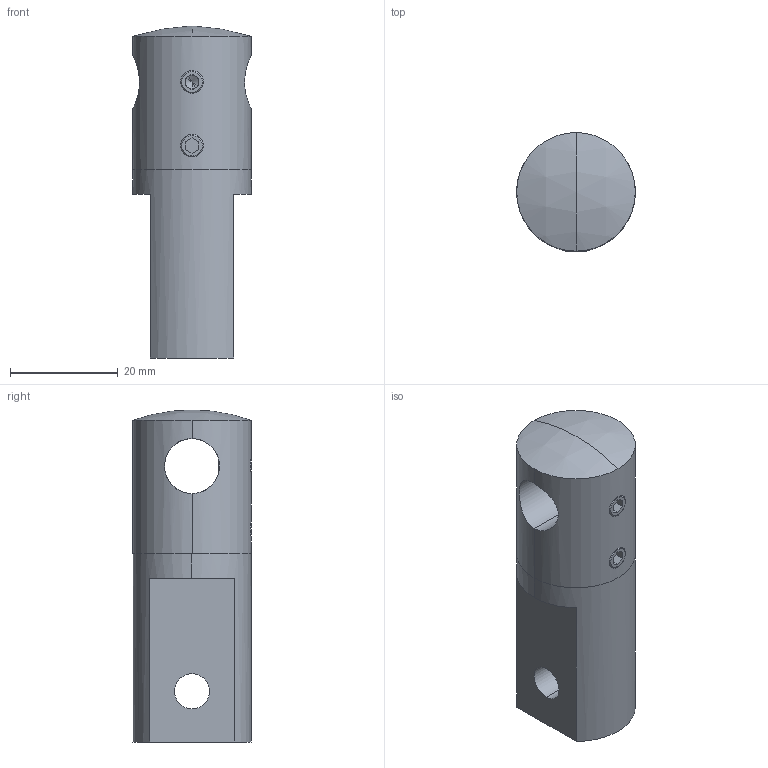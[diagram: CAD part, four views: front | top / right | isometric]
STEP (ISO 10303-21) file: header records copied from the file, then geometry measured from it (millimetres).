
FILE_DESCRIPTION (( 'STEP AP203' ), '1' );
FILE_NAME ('50460-240.step', '2020-10-14T07:52:08', ( '' ), ( '' ), 'SwSTEP 2.0', 'SolidWorks 2018', '' );
FILE_SCHEMA (( 'CONFIG_CONTROL_DESIGN' ));
Length unit declared in the file: millimetre
Products named in the file (10): 5046X-240 Teil2_50460-240 Teil2; DIN914_DIN 914 M5x4; 5046X-240 Teil1; DIN913; 5046X-240 Teil1_5046X-240 Teil1; 50460-240; 5046X-240 Teil2; DIN913_DIN 913 M5x6; DIN914
Assembly tree (6 placements, depth 2):
  5046X-240 Teil1
  50460-240
    DIN913
    DIN914
  5046X-240 Teil2
  50460-240
    5046X-240 Teil1_5046X-240 Teil1
    5046X-240 Teil2_50460-240 Teil2
    DIN913_DIN 913 M5x6
    DIN914_DIN 914 M5x4
Bounding box: 22 x 22 x 61.6 mm (x, y, z)
Volume: 18368.3 mm3; surface area: 7293.9 mm2
Topology: 4 solids, 4 shells, 304 faces, 785 edges, 507 vertices
Faces by surface type: plane 130, bspline 98, cylinder 54, cone 20, sphere 2
Entity records: 17199 total; most frequent: CARTESIAN_POINT 9492, ORIENTED_EDGE 1558, DIRECTION 1127, EDGE_CURVE 779, VERTEX_POINT 503, LINE 391, VECTOR 391, AXIS2_PLACEMENT_3D 368
